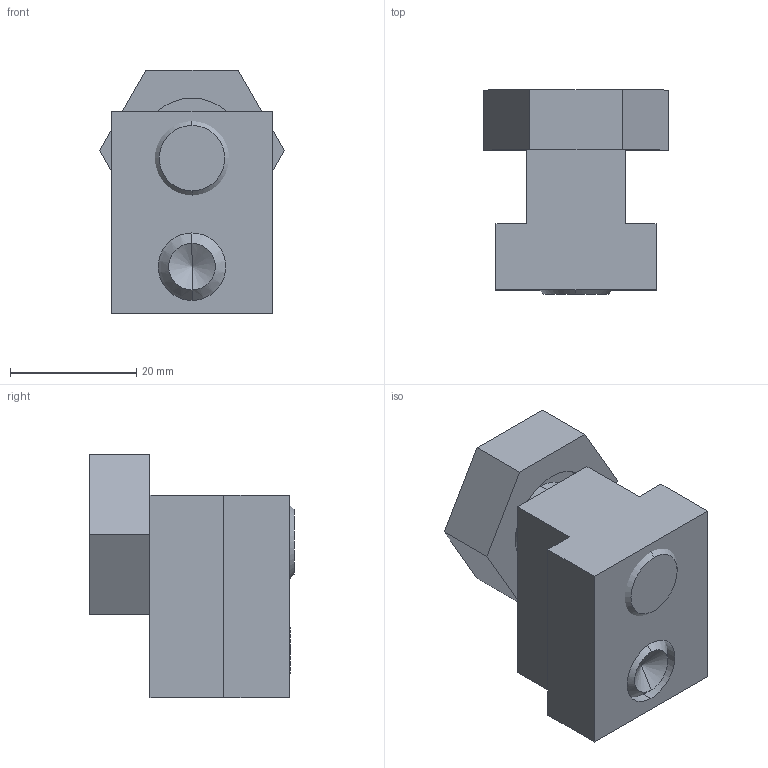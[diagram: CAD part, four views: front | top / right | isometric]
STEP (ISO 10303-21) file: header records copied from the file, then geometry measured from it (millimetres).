
FILE_DESCRIPTION (( 'STEP AP214' ), '1' );
FILE_NAME ('SW3dPS-50430.step', '2010-05-06T01:58:08', ( 'SysAdmin' ), ( 'SolidWorks' ), 'SwSTEP 2.0', 'SolidWorks 2010', '' );
FILE_SCHEMA (( 'AUTOMOTIVE_DESIGN' ));
Length unit declared in the file: millimetre
Products named in the file (6): SW3dPS-50430_10644; SW3dPS-50430_10208; SW3dPS-50430_Socket Set Screw Cup Point_AI; SW3dPS-50430_10373; SW3dPS-50430_10208A; SW3dPS-50430
Assembly tree (5 placements, depth 3):
  SW3dPS-50430
    SW3dPS-50430_Socket Set Screw Cup Point_AI
    SW3dPS-50430_10644
    SW3dPS-50430_10208A
      SW3dPS-50430_10373
      SW3dPS-50430_10208
Bounding box: 29.33 x 32.38 x 38.67 mm (x, y, z)
Volume: 20238.3 mm3; surface area: 10214.8 mm2
Topology: 4 solids, 4 shells, 68 faces, 158 edges, 98 vertices
Faces by surface type: plane 42, cylinder 14, cone 10, sphere 2
Entity records: 2213 total; most frequent: CARTESIAN_POINT 426, DIRECTION 346, ORIENTED_EDGE 308, EDGE_CURVE 154, AXIS2_PLACEMENT_3D 119, VECTOR 108, LINE 108, VERTEX_POINT 98
